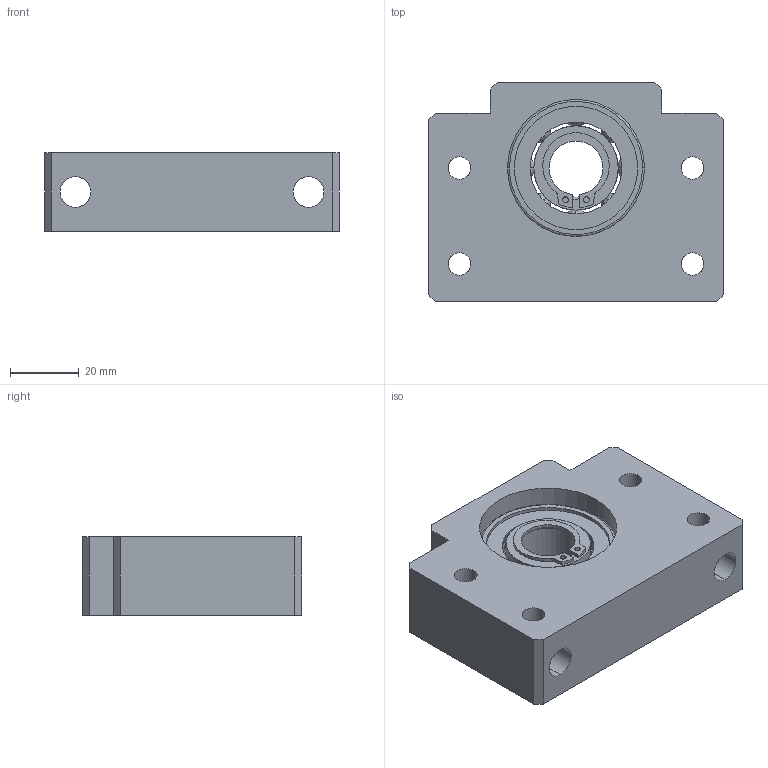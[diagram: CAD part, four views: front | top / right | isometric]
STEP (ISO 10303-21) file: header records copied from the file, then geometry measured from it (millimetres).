
FILE_DESCRIPTION (( 'STEP AP214' ), '1' );
FILE_NAME ('BF17.STEP', '2019-04-04T07:57:55', ( '' ), ( '' ), 'SwSTEP 2.0', 'SolidWorks 2015', '' );
FILE_SCHEMA (( 'AUTOMOTIVE_DESIGN' ));
Length unit declared in the file: millimetre
Products named in the file (1): BF17
Bounding box: 86 x 64 x 23 mm (x, y, z)
Volume: 86953.8 mm3; surface area: 30168.7 mm2
Topology: 3 solids, 3 shells, 743 faces, 2153 edges, 1424 vertices
Faces by surface type: plane 564, bspline 113, cylinder 66
Entity records: 28745 total; most frequent: CARTESIAN_POINT 9864, ORIENTED_EDGE 4298, DIRECTION 3325, EDGE_CURVE 2149, LINE 1607, VECTOR 1607, VERTEX_POINT 1422, AXIS2_PLACEMENT_3D 859
